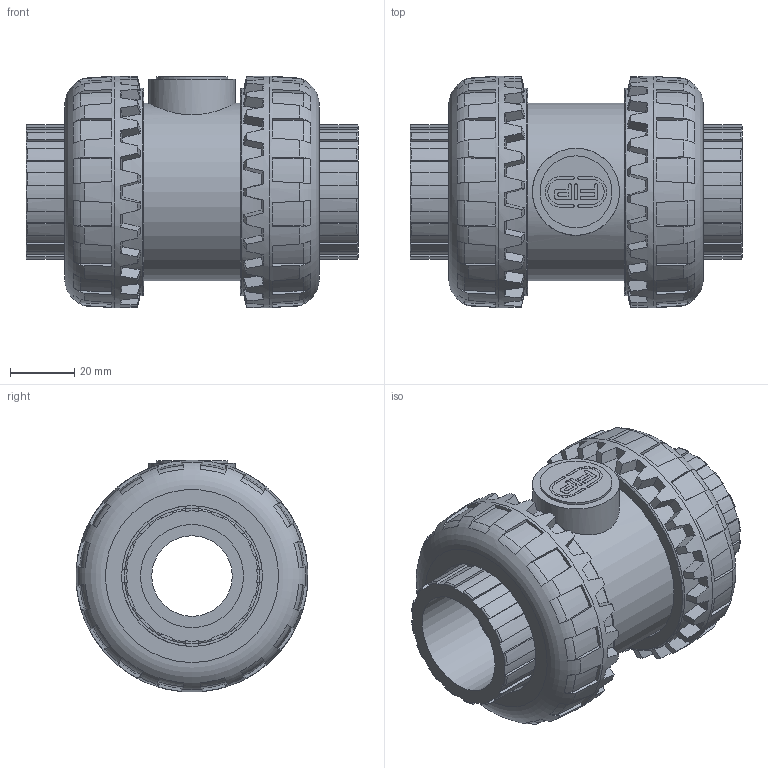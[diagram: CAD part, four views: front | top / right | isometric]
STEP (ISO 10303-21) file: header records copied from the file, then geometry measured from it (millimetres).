
FILE_DESCRIPTION(/* description */ (''),/* implementation_level */ '2;1');
FILE_NAME(/* name */ 'SXEIV032E.iam.stp',/* time_stamp */ '2013-10-01T10:25:29+02:00',/* author */ ('bfaro'),/* organization */ (''),/* preprocessor_version */ 'ST-DEVELOPER v15.2',/* originating_system */ 'Autodesk Inventor 2014',/* authorisation */ '');
FILE_SCHEMA (('AUTOMOTIVE_DESIGN { 1 0 10303 214 3 1 1 }'));
Length unit declared in the file: millimetre
Products named in the file (5): corpo valvola VEE 32; NTVXE032V; ENDIV032; Piastrina 32; SXEIV032E
Bounding box: 103 x 71.96 x 71.96 mm (x, y, z)
Volume: 127342.4 mm3; surface area: 66790.3 mm2
Topology: 4 solids, 6 shells, 703 faces, 2025 edges, 1347 vertices
Faces by surface type: plane 408, cone 138, cylinder 85, torus 72
Full cylindrical faces by diameter (mm): 22.3 x1, 25 x2, 27 x1, 32 x3, 42 x2, 43.7 x2, 50.7 x2, 55 x1, 55.9 x2, 56 x2
Entity records: 12855 total; most frequent: CARTESIAN_POINT 2889, DIRECTION 2150, ORIENTED_EDGE 2116, EDGE_CURVE 1058, AXIS2_PLACEMENT_3D 879, VERTEX_POINT 714, EDGE_LOOP 416, LINE 392
